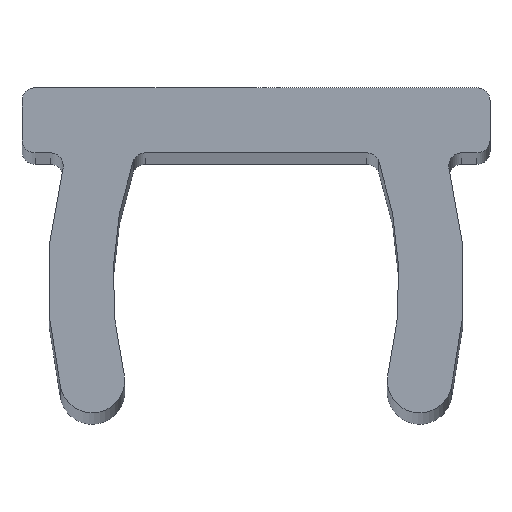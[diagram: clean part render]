
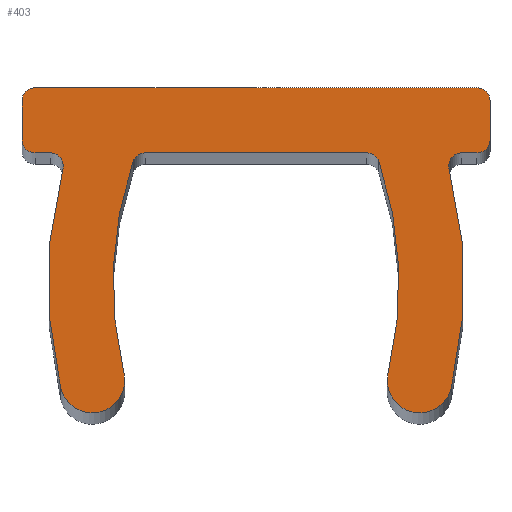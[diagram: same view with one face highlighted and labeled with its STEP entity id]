
A CAD part, top view. The second image highlights one B-rep face of the part: STEP entity #403.
In plain terms, the highlighted planar face has unit normal (0, 0, 1).
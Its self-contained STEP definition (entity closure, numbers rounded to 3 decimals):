
#18=PLANE('',#459);
#33=FACE_OUTER_BOUND('',#55,.T.);
#55=EDGE_LOOP('',(#299,#300,#301,#302,#303,#304,#305,#306,#307,#308,#309,
#310,#311,#312,#313,#314,#315,#316,#317,#318));
#72=LINE('',#645,#104);
#81=LINE('',#676,#113);
#84=LINE('',#688,#116);
#87=LINE('',#693,#119);
#88=LINE('',#703,#120);
#89=LINE('',#707,#121);
#104=VECTOR('',#512,10.);
#113=VECTOR('',#541,10.);
#116=VECTOR('',#552,10.);
#119=VECTOR('',#557,10.);
#120=VECTOR('',#568,10.);
#121=VECTOR('',#571,10.);
#132=CIRCLE('',#437,0.2);
#134=CIRCLE('',#440,5.8);
#136=CIRCLE('',#443,0.2);
#138=CIRCLE('',#447,0.2);
#140=CIRCLE('',#450,6.8);
#142=CIRCLE('',#453,0.2);
#143=CIRCLE('',#456,0.2);
#145=CIRCLE('',#460,0.5);
#146=CIRCLE('',#461,5.8);
#147=CIRCLE('',#462,0.5);
#148=CIRCLE('',#463,6.8);
#149=CIRCLE('',#464,0.2);
#150=CIRCLE('',#465,0.2);
#151=CIRCLE('',#466,0.2);
#161=VERTEX_POINT('',#624);
#162=VERTEX_POINT('',#626);
#164=VERTEX_POINT('',#632);
#167=VERTEX_POINT('',#639);
#168=VERTEX_POINT('',#641);
#171=VERTEX_POINT('',#651);
#172=VERTEX_POINT('',#653);
#174=VERTEX_POINT('',#659);
#177=VERTEX_POINT('',#666);
#178=VERTEX_POINT('',#668);
#180=VERTEX_POINT('',#674);
#181=VERTEX_POINT('',#678);
#182=VERTEX_POINT('',#679);
#185=VERTEX_POINT('',#687);
#187=VERTEX_POINT('',#694);
#188=VERTEX_POINT('',#697);
#189=VERTEX_POINT('',#700);
#190=VERTEX_POINT('',#702);
#191=VERTEX_POINT('',#704);
#192=VERTEX_POINT('',#706);
#201=EDGE_CURVE('',#161,#162,#132,.T.);
#205=EDGE_CURVE('',#161,#164,#134,.T.);
#208=EDGE_CURVE('',#167,#168,#136,.T.);
#210=EDGE_CURVE('',#167,#162,#72,.T.);
#214=EDGE_CURVE('',#171,#172,#138,.T.);
#218=EDGE_CURVE('',#171,#174,#140,.T.);
#221=EDGE_CURVE('',#177,#178,#142,.T.);
#225=EDGE_CURVE('',#177,#180,#81,.T.);
#226=EDGE_CURVE('',#181,#182,#143,.T.);
#230=EDGE_CURVE('',#185,#182,#84,.T.);
#233=EDGE_CURVE('',#181,#172,#87,.T.);
#234=EDGE_CURVE('',#174,#187,#145,.T.);
#235=EDGE_CURVE('',#187,#168,#146,.T.);
#236=EDGE_CURVE('',#164,#188,#147,.T.);
#237=EDGE_CURVE('',#188,#178,#148,.T.);
#238=EDGE_CURVE('',#189,#180,#149,.T.);
#239=EDGE_CURVE('',#189,#190,#88,.T.);
#240=EDGE_CURVE('',#191,#190,#150,.T.);
#241=EDGE_CURVE('',#191,#192,#89,.T.);
#242=EDGE_CURVE('',#185,#192,#151,.T.);
#299=ORIENTED_EDGE('',*,*,#226,.F.);
#300=ORIENTED_EDGE('',*,*,#233,.T.);
#301=ORIENTED_EDGE('',*,*,#214,.F.);
#302=ORIENTED_EDGE('',*,*,#218,.T.);
#303=ORIENTED_EDGE('',*,*,#234,.T.);
#304=ORIENTED_EDGE('',*,*,#235,.T.);
#305=ORIENTED_EDGE('',*,*,#208,.F.);
#306=ORIENTED_EDGE('',*,*,#210,.T.);
#307=ORIENTED_EDGE('',*,*,#201,.F.);
#308=ORIENTED_EDGE('',*,*,#205,.T.);
#309=ORIENTED_EDGE('',*,*,#236,.T.);
#310=ORIENTED_EDGE('',*,*,#237,.T.);
#311=ORIENTED_EDGE('',*,*,#221,.F.);
#312=ORIENTED_EDGE('',*,*,#225,.T.);
#313=ORIENTED_EDGE('',*,*,#238,.F.);
#314=ORIENTED_EDGE('',*,*,#239,.T.);
#315=ORIENTED_EDGE('',*,*,#240,.F.);
#316=ORIENTED_EDGE('',*,*,#241,.T.);
#317=ORIENTED_EDGE('',*,*,#242,.F.);
#318=ORIENTED_EDGE('',*,*,#230,.T.);
#403=ADVANCED_FACE('',(#33),#18,.T.);
#437=AXIS2_PLACEMENT_3D('',#627,#492,#493);
#440=AXIS2_PLACEMENT_3D('',#634,#500,#501);
#443=AXIS2_PLACEMENT_3D('',#642,#507,#508);
#447=AXIS2_PLACEMENT_3D('',#654,#519,#520);
#450=AXIS2_PLACEMENT_3D('',#661,#527,#528);
#453=AXIS2_PLACEMENT_3D('',#669,#534,#535);
#456=AXIS2_PLACEMENT_3D('',#680,#544,#545);
#459=AXIS2_PLACEMENT_3D('',#692,#555,#556);
#460=AXIS2_PLACEMENT_3D('',#695,#558,#559);
#461=AXIS2_PLACEMENT_3D('',#696,#560,#561);
#462=AXIS2_PLACEMENT_3D('',#698,#562,#563);
#463=AXIS2_PLACEMENT_3D('',#699,#564,#565);
#464=AXIS2_PLACEMENT_3D('',#701,#566,#567);
#465=AXIS2_PLACEMENT_3D('',#705,#569,#570);
#466=AXIS2_PLACEMENT_3D('',#708,#572,#573);
#492=DIRECTION('center_axis',(0.,0.,1.));
#493=DIRECTION('ref_axis',(0.582,0.813,0.));
#500=DIRECTION('center_axis',(0.,0.,-1.));
#501=DIRECTION('ref_axis',(0.971,-0.238,0.));
#507=DIRECTION('center_axis',(0.,0.,1.));
#508=DIRECTION('ref_axis',(-0.582,0.813,0.));
#512=DIRECTION('',(1.,0.,0.));
#519=DIRECTION('center_axis',(0.,0.,1.));
#520=DIRECTION('ref_axis',(0.793,0.609,0.));
#527=DIRECTION('center_axis',(0.,0.,1.));
#528=DIRECTION('ref_axis',(0.956,-0.294,0.));
#534=DIRECTION('center_axis',(0.,0.,1.));
#535=DIRECTION('ref_axis',(-0.793,0.609,0.));
#541=DIRECTION('',(1.,0.,0.));
#544=DIRECTION('center_axis',(0.,0.,-1.));
#545=DIRECTION('ref_axis',(-0.707,-0.707,0.));
#552=DIRECTION('',(0.,-1.,0.));
#555=DIRECTION('center_axis',(0.,0.,1.));
#556=DIRECTION('ref_axis',(1.,0.,0.));
#557=DIRECTION('',(1.,0.,0.));
#558=DIRECTION('center_axis',(0.,0.,1.));
#559=DIRECTION('ref_axis',(0.971,0.238,0.));
#560=DIRECTION('center_axis',(0.,0.,-1.));
#561=DIRECTION('ref_axis',(-0.939,0.345,0.));
#562=DIRECTION('center_axis',(0.,0.,1.));
#563=DIRECTION('ref_axis',(0.971,-0.238,0.));
#564=DIRECTION('center_axis',(0.,0.,1.));
#565=DIRECTION('ref_axis',(-0.971,0.238,0.));
#566=DIRECTION('center_axis',(0.,0.,-1.));
#567=DIRECTION('ref_axis',(0.707,-0.707,0.));
#568=DIRECTION('',(0.,1.,0.));
#569=DIRECTION('center_axis',(0.,0.,-1.));
#570=DIRECTION('ref_axis',(0.707,0.707,0.));
#571=DIRECTION('',(-1.,0.,0.));
#572=DIRECTION('center_axis',(0.,0.,-1.));
#573=DIRECTION('ref_axis',(-0.707,0.707,0.));
#624=CARTESIAN_POINT('',(1.892,1.864,100.));
#626=CARTESIAN_POINT('',(1.703,2.,100.));
#627=CARTESIAN_POINT('Origin',(1.703,1.8,100.));
#632=CARTESIAN_POINT('',(2.033,-1.381,100.));
#634=CARTESIAN_POINT('Origin',(-3.6,0.,
100.));
#639=CARTESIAN_POINT('',(-1.703,2.,100.));
#641=CARTESIAN_POINT('',(-1.892,1.864,100.));
#642=CARTESIAN_POINT('Origin',(-1.703,1.8,100.));
#645=CARTESIAN_POINT('',(1.844,2.,100.));
#651=CARTESIAN_POINT('',(-2.971,1.749,100.));
#653=CARTESIAN_POINT('',(-3.165,2.,100.));
#654=CARTESIAN_POINT('Origin',(-3.165,1.8,100.));
#659=CARTESIAN_POINT('',(-3.004,-1.619,100.));
#661=CARTESIAN_POINT('Origin',(3.6,0.,100.));
#666=CARTESIAN_POINT('',(3.165,2.,100.));
#668=CARTESIAN_POINT('',(2.971,1.749,100.));
#669=CARTESIAN_POINT('Origin',(3.165,1.8,100.));
#674=CARTESIAN_POINT('',(3.4,2.,100.));
#676=CARTESIAN_POINT('',(3.6,2.,100.));
#678=CARTESIAN_POINT('',(-3.4,2.,100.));
#679=CARTESIAN_POINT('',(-3.6,2.2,100.));
#680=CARTESIAN_POINT('Origin',(-3.4,2.2,100.));
#687=CARTESIAN_POINT('',(-3.6,2.8,100.));
#688=CARTESIAN_POINT('',(-3.6,2.,100.));
#692=CARTESIAN_POINT('Origin',(0.,1.291,100.));
#693=CARTESIAN_POINT('',(-2.899,2.,100.));
#694=CARTESIAN_POINT('',(-2.033,-1.381,100.));
#695=CARTESIAN_POINT('Origin',(-2.519,-1.5,100.));
#696=CARTESIAN_POINT('Origin',(3.6,0.,100.));
#697=CARTESIAN_POINT('',(3.004,-1.619,100.));
#698=CARTESIAN_POINT('Origin',(2.519,-1.5,100.));
#699=CARTESIAN_POINT('Origin',(-3.6,0.,
100.));
#700=CARTESIAN_POINT('',(3.6,2.2,100.));
#701=CARTESIAN_POINT('Origin',(3.4,2.2,100.));
#702=CARTESIAN_POINT('',(3.6,2.8,100.));
#703=CARTESIAN_POINT('',(3.6,3.,100.));
#704=CARTESIAN_POINT('',(3.4,3.,100.));
#705=CARTESIAN_POINT('Origin',(3.4,2.8,100.));
#706=CARTESIAN_POINT('',(-3.4,3.,100.));
#707=CARTESIAN_POINT('',(-3.6,3.,100.));
#708=CARTESIAN_POINT('Origin',(-3.4,2.8,100.));
